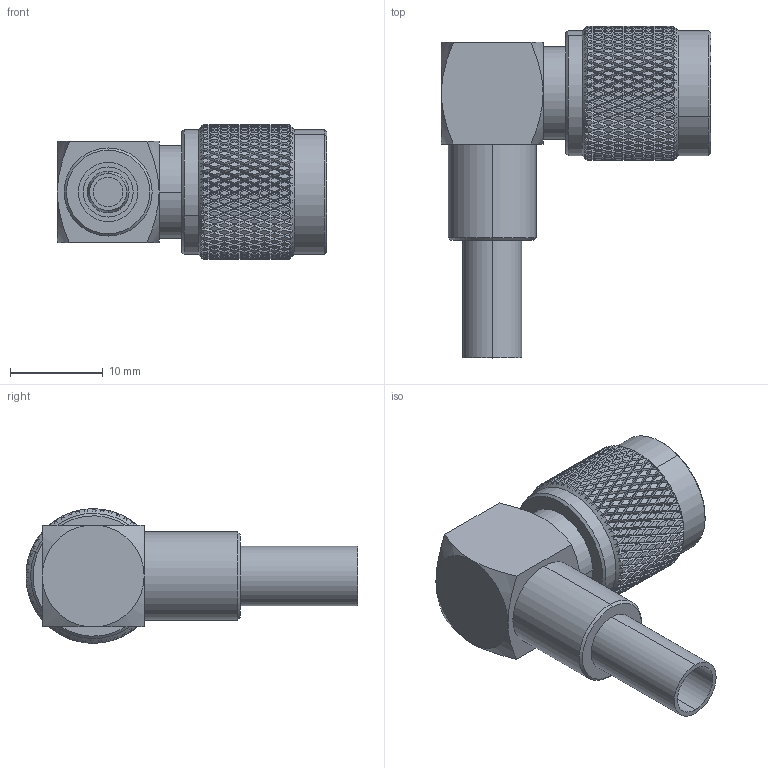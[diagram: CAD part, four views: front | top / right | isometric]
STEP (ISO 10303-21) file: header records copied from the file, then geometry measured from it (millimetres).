
FILE_DESCRIPTION (( 'STEP AP214' ), '1' );
FILE_NAME ('FMCN5278_3D.step', '2024-10-10T23:12:33', ( '' ), ( '' ), 'SwSTEP 2.0', 'SolidWorks 2022', '' );
FILE_SCHEMA (( 'AUTOMOTIVE_DESIGN' ));
Length unit declared in the file: inch
Products named in the file (1): FMCN5278_3D
Bounding box: 29.1 x 35.83 x 14.5 mm (x, y, z)
Volume: 4295.4 mm3; surface area: 3575.8 mm2
Topology: 2 solids, 2 shells, 2645 faces, 5597 edges, 2966 vertices
Faces by surface type: bspline 2005, cylinder 563, plane 43, cone 34
Entity records: 102004 total; most frequent: CARTESIAN_POINT 68015, ORIENTED_EDGE 11194, EDGE_CURVE 5597, VERTEX_POINT 2966, EDGE_LOOP 2657, ADVANCED_FACE 2645, FACE_OUTER_BOUND 2645, B_SPLINE_CURVE_WITH_KNOTS 2288
